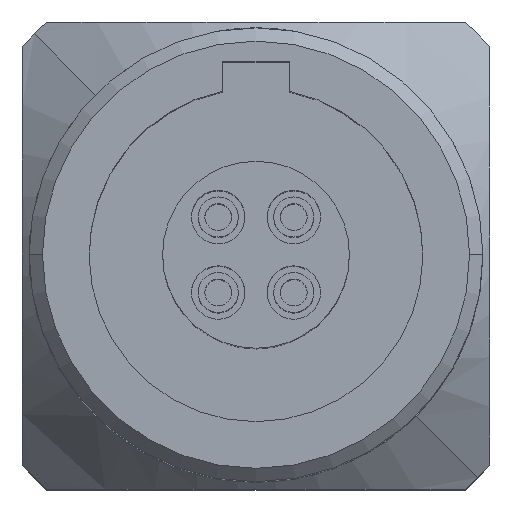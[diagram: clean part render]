
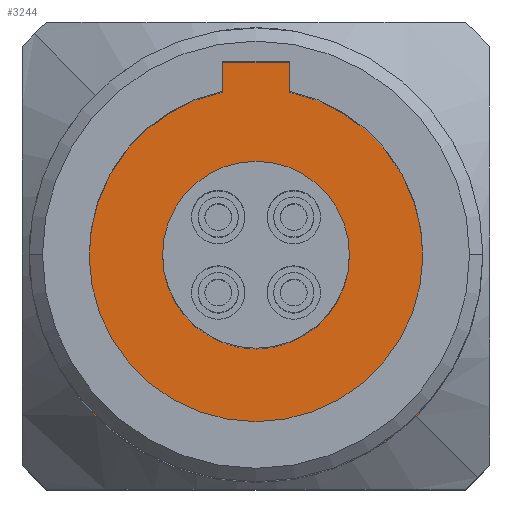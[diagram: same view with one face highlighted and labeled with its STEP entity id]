
A CAD part, top view. The second image highlights one B-rep face of the part: STEP entity #3244.
In plain terms, the highlighted planar face has unit normal (0, 0, 1).
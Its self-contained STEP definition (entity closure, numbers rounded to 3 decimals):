
#3136=CARTESIAN_POINT('',(2.404,-2.404,7.));
#3137=VERTEX_POINT('',#3136);
#3201=CARTESIAN_POINT('',(-2.404,2.404,7.));
#3202=VERTEX_POINT('',#3201);
#3209=CARTESIAN_POINT('',(3.4,0.0,7.));
#3210=VERTEX_POINT('',#3209);
#3211=CARTESIAN_POINT('',(0.,0.0,7.));
#3212=DIRECTION('',(0.0,0.0,-1.0));
#3213=DIRECTION('',(-1.0,0.0,0.0));
#3214=AXIS2_PLACEMENT_3D('',#3211,#3212,#3213);
#3215=CIRCLE('',#3214,3.4);
#3216=EDGE_CURVE('',#3202,#3210,#3215,.T.);
#3218=CARTESIAN_POINT('',(0.,0.0,7.));
#3219=DIRECTION('',(0.0,0.0,-1.0));
#3220=DIRECTION('',(-1.0,0.0,0.0));
#3221=AXIS2_PLACEMENT_3D('',#3218,#3219,#3220);
#3222=CIRCLE('',#3221,3.4);
#3223=EDGE_CURVE('',#3210,#3137,#3222,.T.);
#3228=CARTESIAN_POINT('',(0.,0.0,7.0));
#3229=DIRECTION('',(0.0,0.0,-1.0));
#3230=DIRECTION('',(-1.0,0.0,0.0));
#3231=AXIS2_PLACEMENT_3D('',#3228,#3229,#3230);
#3232=PLANE('',#3231);
#3233=ORIENTED_EDGE('',*,*,#3223,.F.);
#3234=ORIENTED_EDGE('',*,*,#3216,.F.);
#3235=CARTESIAN_POINT('',(0.,0.0,7.));
#3236=DIRECTION('',(0.0,0.0,-1.0));
#3237=DIRECTION('',(-1.0,0.0,0.0));
#3238=AXIS2_PLACEMENT_3D('',#3235,#3236,#3237);
#3239=CIRCLE('',#3238,3.4);
#3240=EDGE_CURVE('',#3137,#3202,#3239,.T.);
#3241=ORIENTED_EDGE('',*,*,#3240,.F.);
#3242=EDGE_LOOP('',(#3233,#3234,#3241));
#3243=FACE_OUTER_BOUND('',#3242,.T.);
#3244=ADVANCED_FACE('',(#3243),#3232,.F.);
